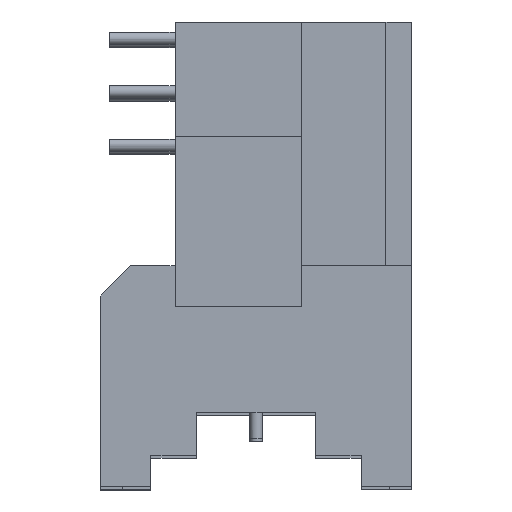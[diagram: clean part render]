
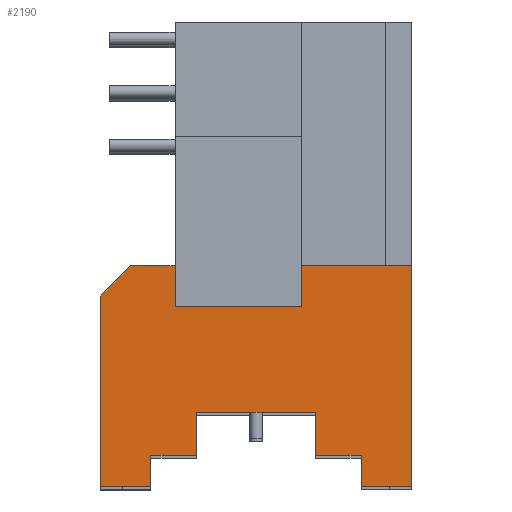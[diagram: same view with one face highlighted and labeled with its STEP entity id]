
A CAD part, top view. The second image highlights one B-rep face of the part: STEP entity #2190.
In plain terms, the highlighted free-form (B-spline) face has degree [1, 1] with [2, 2] control points.
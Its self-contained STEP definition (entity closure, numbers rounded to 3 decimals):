
#2190=ADVANCED_FACE('F67',(#2447),#2448,.T.);
#2447=FACE_OUTER_BOUND('',#2801,.T.);
#2448=B_SPLINE_SURFACE_WITH_KNOTS('',1,1,((#2802,#2803),(#2804,#2805)),.UNSPECIFIED.,.F.,.F.,.F.,(2,2),(2,2),(0.045,0.955),(0.045,0.478),.UNSPECIFIED.);
#2801=EDGE_LOOP('',(#3163,#3164,#3165,#3166,#3167,#3168,#3169,#3170,#3171,#3172,#3173,#3174,#3175,#3176,#3177,#3178,#3179));
#2802=CARTESIAN_POINT('',(-14.801,-22.101,87.5));
#2803=CARTESIAN_POINT('',(-14.801,-11.579,87.5));
#2804=CARTESIAN_POINT('',(0.001,-22.101,87.5));
#2805=CARTESIAN_POINT('',(0.001,-11.579,87.5));
#3163=ORIENTED_EDGE('',*,*,#3586,.T.);
#3164=ORIENTED_EDGE('',*,*,#3587,.T.);
#3165=ORIENTED_EDGE('',*,*,#3588,.F.);
#3166=ORIENTED_EDGE('',*,*,#3589,.F.);
#3167=ORIENTED_EDGE('',*,*,#3584,.F.);
#3168=ORIENTED_EDGE('',*,*,#3580,.F.);
#3169=ORIENTED_EDGE('',*,*,#3500,.F.);
#3170=ORIENTED_EDGE('',*,*,#3504,.F.);
#3171=ORIENTED_EDGE('',*,*,#3507,.F.);
#3172=ORIENTED_EDGE('',*,*,#3510,.F.);
#3173=ORIENTED_EDGE('',*,*,#3513,.F.);
#3174=ORIENTED_EDGE('',*,*,#3516,.F.);
#3175=ORIENTED_EDGE('',*,*,#3519,.F.);
#3176=ORIENTED_EDGE('',*,*,#3525,.F.);
#3177=ORIENTED_EDGE('',*,*,#3528,.F.);
#3178=ORIENTED_EDGE('',*,*,#3590,.F.);
#3179=ORIENTED_EDGE('',*,*,#3591,.F.);
#3500=EDGE_CURVE('E136',#3683,#3685,#3686,.T.);
#3504=EDGE_CURVE('E82',#3690,#3683,#3692,.T.);
#3507=EDGE_CURVE('E87',#3695,#3690,#3697,.T.);
#3510=EDGE_CURVE('E91',#3700,#3695,#3702,.T.);
#3513=EDGE_CURVE('E95',#3705,#3700,#3707,.T.);
#3516=EDGE_CURVE('E99',#3710,#3705,#3712,.T.);
#3519=EDGE_CURVE('E103',#3715,#3710,#3717,.T.);
#3525=EDGE_CURVE('E107',#3724,#3715,#3726,.T.);
#3528=EDGE_CURVE('E134',#3730,#3724,#3732,.T.);
#3580=EDGE_CURVE('E130',#3685,#3816,#3817,.T.);
#3584=EDGE_CURVE('E54',#3816,#3823,#3824,.T.);
#3586=EDGE_CURVE('E176',#3826,#3827,#3828,.T.);
#3587=EDGE_CURVE('E168',#3827,#3829,#3830,.T.);
#3588=EDGE_CURVE('E180',#3831,#3829,#3832,.T.);
#3589=EDGE_CURVE('E178',#3823,#3831,#3833,.T.);
#3590=EDGE_CURVE('E28',#3834,#3730,#3835,.T.);
#3591=EDGE_CURVE('E179',#3826,#3834,#3836,.T.);
#3683=VERTEX_POINT('V68',#4076);
#3685=VERTEX_POINT('V93',#4079);
#3686=B_SPLINE_CURVE_WITH_KNOTS('',1,(#4080,#4081),.UNSPECIFIED.,.F.,.F.,(2,2),(0.0,1.0),.UNSPECIFIED.);
#3690=VERTEX_POINT('V67',#4087);
#3692=B_SPLINE_CURVE_WITH_KNOTS('',1,(#4090,#4091),.UNSPECIFIED.,.F.,.F.,(2,2),(0.0,1.0),.UNSPECIFIED.);
#3695=VERTEX_POINT('V70',#4095);
#3697=B_SPLINE_CURVE_WITH_KNOTS('',1,(#4098,#4099),.UNSPECIFIED.,.F.,.F.,(2,2),(0.0,1.0),.UNSPECIFIED.);
#3700=VERTEX_POINT('V72',#4103);
#3702=B_SPLINE_CURVE_WITH_KNOTS('',1,(#4106,#4107),.UNSPECIFIED.,.F.,.F.,(2,2),(0.0,1.0),.UNSPECIFIED.);
#3705=VERTEX_POINT('V74',#4111);
#3707=B_SPLINE_CURVE_WITH_KNOTS('',1,(#4114,#4115),.UNSPECIFIED.,.F.,.F.,(2,2),(0.0,1.0),.UNSPECIFIED.);
#3710=VERTEX_POINT('V76',#4119);
#3712=B_SPLINE_CURVE_WITH_KNOTS('',1,(#4122,#4123),.UNSPECIFIED.,.F.,.F.,(2,2),(0.0,1.0),.UNSPECIFIED.);
#3715=VERTEX_POINT('V78',#4127);
#3717=B_SPLINE_CURVE_WITH_KNOTS('',1,(#4130,#4131),.UNSPECIFIED.,.F.,.F.,(2,2),(0.0,1.0),.UNSPECIFIED.);
#3724=VERTEX_POINT('V80',#4142);
#3726=B_SPLINE_CURVE_WITH_KNOTS('',1,(#4145,#4146),.UNSPECIFIED.,.F.,.F.,(2,2),(0.0,1.0),.UNSPECIFIED.);
#3730=VERTEX_POINT('V23',#4151);
#3732=B_SPLINE_CURVE_WITH_KNOTS('',1,(#4154,#4155),.UNSPECIFIED.,.F.,.F.,(2,2),(0.0,1.0),.UNSPECIFIED.);
#3816=VERTEX_POINT('V43',#4290);
#3817=B_SPLINE_CURVE_WITH_KNOTS('',1,(#4291,#4292),.UNSPECIFIED.,.F.,.F.,(2,2),(0.0,1.0),.UNSPECIFIED.);
#3823=VERTEX_POINT('V44',#4301);
#3824=B_SPLINE_CURVE_WITH_KNOTS('',1,(#4302,#4303),.UNSPECIFIED.,.F.,.F.,(2,2),(0.0,1.0),.UNSPECIFIED.);
#3826=VERTEX_POINT('V119',#4306);
#3827=VERTEX_POINT('V115',#4307);
#3828=B_SPLINE_CURVE_WITH_KNOTS('',1,(#4308,#4309),.UNSPECIFIED.,.F.,.F.,(2,2),(0.0,1.0),.UNSPECIFIED.);
#3829=VERTEX_POINT('V116',#4310);
#3830=B_SPLINE_CURVE_WITH_KNOTS('',1,(#4311,#4312),.UNSPECIFIED.,.F.,.F.,(2,2),(0.0,3.046),.UNSPECIFIED.);
#3831=VERTEX_POINT('V120',#4313);
#3832=B_SPLINE_CURVE_WITH_KNOTS('',1,(#4314,#4315),.UNSPECIFIED.,.F.,.F.,(2,2),(0.0,1.0),.UNSPECIFIED.);
#3833=B_SPLINE_CURVE_WITH_KNOTS('',1,(#4316,#4317),.UNSPECIFIED.,.F.,.F.,(2,2),(0.0,0.157),.UNSPECIFIED.);
#3834=VERTEX_POINT('V22',#4318);
#3835=B_SPLINE_CURVE_WITH_KNOTS('',1,(#4319,#4320),.UNSPECIFIED.,.F.,.F.,(2,2),(0.524,1.0),.UNSPECIFIED.);
#3836=B_SPLINE_CURVE_WITH_KNOTS('',1,(#4321,#4322),.UNSPECIFIED.,.F.,.F.,(2,2),(0.607,1.0),.UNSPECIFIED.);
#4076=CARTESIAN_POINT('',(-12.4,-22.1,87.5));
#4079=CARTESIAN_POINT('',(-14.8,-22.1,87.5));
#4080=CARTESIAN_POINT('',(-12.4,-22.1,87.5));
#4081=CARTESIAN_POINT('',(-14.8,-22.1,87.5));
#4087=CARTESIAN_POINT('',(-12.4,-20.6,87.5));
#4090=CARTESIAN_POINT('',(-12.4,-20.6,87.5));
#4091=CARTESIAN_POINT('',(-12.4,-22.1,87.5));
#4095=CARTESIAN_POINT('',(-10.225,-20.6,87.5));
#4098=CARTESIAN_POINT('',(-10.225,-20.6,87.5));
#4099=CARTESIAN_POINT('',(-12.4,-20.6,87.5));
#4103=CARTESIAN_POINT('',(-10.225,-18.55,87.5));
#4106=CARTESIAN_POINT('',(-10.225,-18.55,87.5));
#4107=CARTESIAN_POINT('',(-10.225,-20.6,87.5));
#4111=CARTESIAN_POINT('',(-4.575,-18.55,87.5));
#4114=CARTESIAN_POINT('',(-4.575,-18.55,87.5));
#4115=CARTESIAN_POINT('',(-10.225,-18.55,87.5));
#4119=CARTESIAN_POINT('',(-4.575,-20.6,87.5));
#4122=CARTESIAN_POINT('',(-4.575,-20.6,87.5));
#4123=CARTESIAN_POINT('',(-4.575,-18.55,87.5));
#4127=CARTESIAN_POINT('',(-2.4,-20.6,87.5));
#4130=CARTESIAN_POINT('',(-2.4,-20.6,87.5));
#4131=CARTESIAN_POINT('',(-4.575,-20.6,87.5));
#4142=CARTESIAN_POINT('',(-2.4,-22.1,87.5));
#4145=CARTESIAN_POINT('',(-2.4,-22.1,87.5));
#4146=CARTESIAN_POINT('',(-2.4,-20.6,87.5));
#4151=CARTESIAN_POINT('',(0.,-22.1,87.5));
#4154=CARTESIAN_POINT('',(0.,-22.1,87.5));
#4155=CARTESIAN_POINT('',(-2.4,-22.1,87.5));
#4290=CARTESIAN_POINT('',(-14.8,-13.03,87.5));
#4291=CARTESIAN_POINT('',(-14.8,-22.1,87.5));
#4292=CARTESIAN_POINT('',(-14.8,-13.03,87.5));
#4301=CARTESIAN_POINT('',(-13.35,-11.58,87.5));
#4302=CARTESIAN_POINT('',(-14.8,-13.03,87.5));
#4303=CARTESIAN_POINT('',(-13.35,-11.58,87.5));
#4306=CARTESIAN_POINT('',(-5.25,-11.58,87.5));
#4307=CARTESIAN_POINT('',(-5.25,-13.55,87.5));
#4308=CARTESIAN_POINT('',(-5.25,-11.58,87.5));
#4309=CARTESIAN_POINT('',(-5.25,-13.55,87.5));
#4310=CARTESIAN_POINT('',(-11.25,-13.55,87.5));
#4311=CARTESIAN_POINT('',(-5.25,-13.55,87.5));
#4312=CARTESIAN_POINT('',(-11.25,-13.55,87.5));
#4313=CARTESIAN_POINT('',(-11.25,-11.58,87.5));
#4314=CARTESIAN_POINT('',(-11.25,-11.58,87.5));
#4315=CARTESIAN_POINT('',(-11.25,-13.55,87.5));
#4316=CARTESIAN_POINT('',(-13.35,-11.58,87.5));
#4317=CARTESIAN_POINT('',(-11.25,-11.58,87.5));
#4318=CARTESIAN_POINT('',(0.,-11.58,87.5));
#4319=CARTESIAN_POINT('',(0.,-11.58,87.5));
#4320=CARTESIAN_POINT('',(0.,-22.1,87.5));
#4321=CARTESIAN_POINT('',(-5.25,-11.58,87.5));
#4322=CARTESIAN_POINT('',(0.0,-11.58,87.5));
